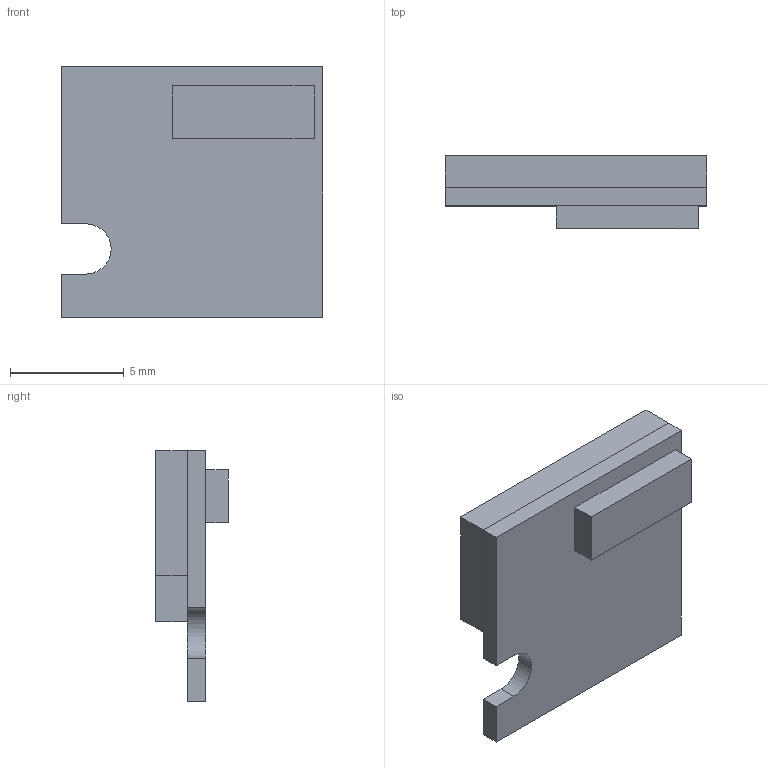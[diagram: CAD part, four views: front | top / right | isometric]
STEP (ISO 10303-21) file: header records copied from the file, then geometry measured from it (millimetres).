
FILE_DESCRIPTION(/* description */ (''),/* implementation_level */ '2;1');
FILE_NAME(/* name */ 'IMBLE.step',/* time_stamp */ '2016-10-10T07:56:43+09:00',/* author */ (''),/* organization */ (''),/* preprocessor_version */ 'ST-DEVELOPER v16.5',/* originating_system */ 'Autodesk Translation Framework v5.2.0.2031',/* authorisation */ '');
FILE_SCHEMA (('AUTOMOTIVE_DESIGN { 1 0 10303 214 3 1 1 }'));
Length unit declared in the file: centimetre
Products named in the file (4): IMBLE v40; コンポーネント3; コンポーネント1; コンポーネント2
Assembly tree (3 placements, depth 2):
  IMBLE v40
    コンポーネント3
    コンポーネント1
    コンポーネント2
Bounding box: 11.5 x 3.2 x 11 mm (x, y, z)
Volume: 132.1 mm3; surface area: 728.4 mm2
Topology: 3 solids, 4 shells, 32 faces, 72 edges, 48 vertices
Faces by surface type: plane 31, cylinder 1
Entity records: 980 total; most frequent: CARTESIAN_POINT 159, DIRECTION 152, ORIENTED_EDGE 144, EDGE_CURVE 72, LINE 70, VECTOR 70, VERTEX_POINT 48, AXIS2_PLACEMENT_3D 41
